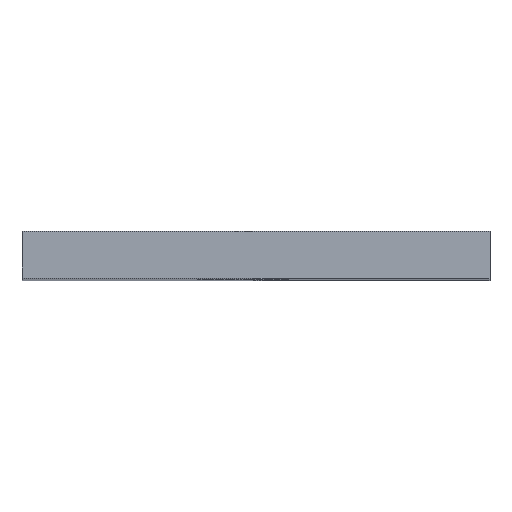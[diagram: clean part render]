
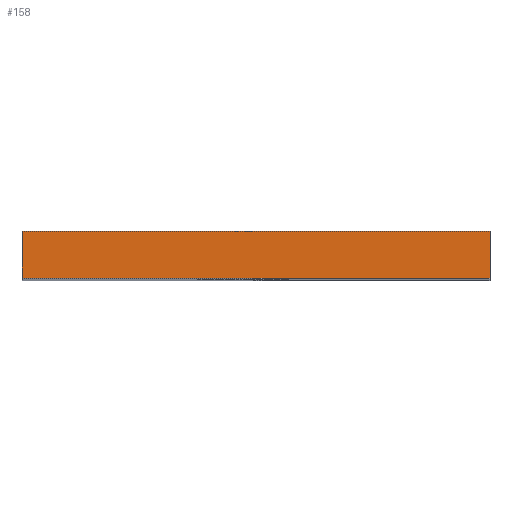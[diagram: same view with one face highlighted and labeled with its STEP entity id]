
A CAD part, top view. The second image highlights one B-rep face of the part: STEP entity #158.
In plain terms, the highlighted planar face has unit normal (0, 0, 1).
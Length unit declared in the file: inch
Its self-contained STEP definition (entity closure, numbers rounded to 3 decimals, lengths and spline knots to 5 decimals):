
#22 = VERTEX_POINT ( 'NONE', #715 ) ;
#59 = DIRECTION ( 'NONE',  ( 1., 0., 0. ) ) ;
#62 = FACE_OUTER_BOUND ( 'NONE', #434, .T. ) ;
#74 = VERTEX_POINT ( 'NONE', #378 ) ;
#103 = CARTESIAN_POINT ( 'NONE',  ( 105., 8.55906, 7.5 ) ) ;
#124 = DIRECTION ( 'NONE',  ( 0., 0., 1. ) ) ;
#144 = EDGE_CURVE ( 'NONE', #74, #454, #699, .T. ) ;
#158 = ADVANCED_FACE ( 'NONE', ( #62 ), #220, .T. ) ;
#161 = CARTESIAN_POINT ( 'NONE',  ( 105., 9.05906, 7.5 ) ) ;
#165 = AXIS2_PLACEMENT_3D ( 'NONE', #293, #124, #177 ) ;
#173 = LINE ( 'NONE', #341, #741 ) ;
#177 = DIRECTION ( 'NONE',  ( 1., 0., 0. ) ) ;
#178 = ORIENTED_EDGE ( 'NONE', *, *, #144, .T. ) ;
#220 = PLANE ( 'NONE',  #165 ) ;
#224 = DIRECTION ( 'NONE',  ( 1., 0., 0. ) ) ;
#231 = CARTESIAN_POINT ( 'NONE',  ( 100., 8.55906, 7.5 ) ) ;
#293 = CARTESIAN_POINT ( 'NONE',  ( 100., 8.55906, 7.5 ) ) ;
#341 = CARTESIAN_POINT ( 'NONE',  ( 100., 9.05906, 7.5 ) ) ;
#367 = VECTOR ( 'NONE', #390, 39.37008 ) ;
#378 = CARTESIAN_POINT ( 'NONE',  ( 100., 8.55906, 7.5 ) ) ;
#390 = DIRECTION ( 'NONE',  ( 0., 1., 0. ) ) ;
#414 = ORIENTED_EDGE ( 'NONE', *, *, #581, .F. ) ;
#434 = EDGE_LOOP ( 'NONE', ( #414, #730, #178, #481 ) ) ;
#440 = EDGE_CURVE ( 'NONE', #454, #662, #728, .T. ) ;
#454 = VERTEX_POINT ( 'NONE', #103 ) ;
#466 = DIRECTION ( 'NONE',  ( 0., 1., 0. ) ) ;
#481 = ORIENTED_EDGE ( 'NONE', *, *, #440, .T. ) ;
#503 = CARTESIAN_POINT ( 'NONE',  ( 105., 8.55906, 7.5 ) ) ;
#555 = EDGE_CURVE ( 'NONE', #74, #22, #585, .T. ) ;
#558 = VECTOR ( 'NONE', #466, 39.37008 ) ;
#581 = EDGE_CURVE ( 'NONE', #22, #662, #173, .T. ) ;
#585 = LINE ( 'NONE', #231, #558 ) ;
#644 = CARTESIAN_POINT ( 'NONE',  ( 100., 8.55906, 7.5 ) ) ;
#662 = VERTEX_POINT ( 'NONE', #161 ) ;
#685 = VECTOR ( 'NONE', #224, 39.37008 ) ;
#699 = LINE ( 'NONE', #644, #685 ) ;
#715 = CARTESIAN_POINT ( 'NONE',  ( 100., 9.05906, 7.5 ) ) ;
#728 = LINE ( 'NONE', #503, #367 ) ;
#730 = ORIENTED_EDGE ( 'NONE', *, *, #555, .F. ) ;
#741 = VECTOR ( 'NONE', #59, 39.37008 ) ;
